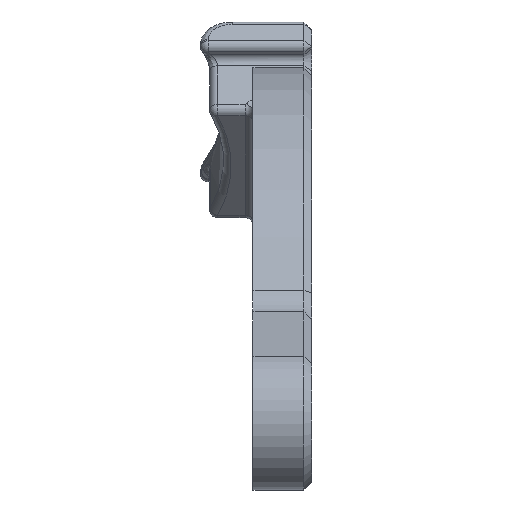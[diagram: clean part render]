
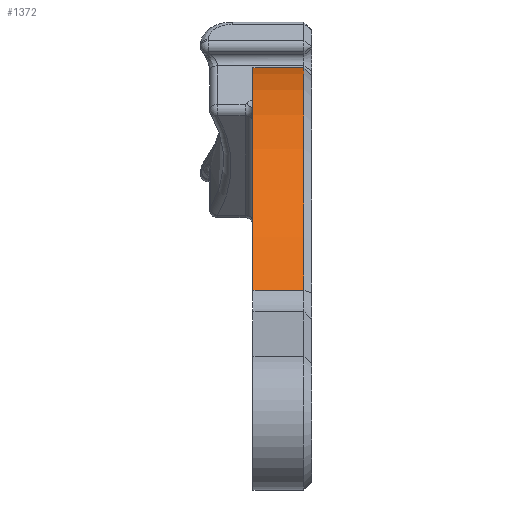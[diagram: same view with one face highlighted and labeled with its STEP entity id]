
A CAD part, front view. The second image highlights one B-rep face of the part: STEP entity #1372.
In plain terms, the highlighted cylindrical face has radius 18 mm (diameter 36 mm), a partial arc.
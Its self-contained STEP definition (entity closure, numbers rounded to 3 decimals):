
#45=CYLINDRICAL_SURFACE('',#1501,18.);
#76=CIRCLE('',#1453,18.);
#102=CIRCLE('',#1502,18.);
#206=FACE_OUTER_BOUND('',#295,.T.);
#295=EDGE_LOOP('',(#1005,#1006,#1007,#1008));
#410=LINE('',#2226,#518);
#411=LINE('',#2229,#519);
#518=VECTOR('',#1777,10.);
#519=VECTOR('',#1780,10.);
#589=VERTEX_POINT('',#2103);
#590=VERTEX_POINT('',#2105);
#626=VERTEX_POINT('',#2225);
#627=VERTEX_POINT('',#2227);
#711=EDGE_CURVE('',#589,#590,#76,.T.);
#772=EDGE_CURVE('',#626,#589,#410,.T.);
#773=EDGE_CURVE('',#626,#627,#102,.T.);
#774=EDGE_CURVE('',#627,#590,#411,.T.);
#1005=ORIENTED_EDGE('',*,*,#711,.F.);
#1006=ORIENTED_EDGE('',*,*,#772,.F.);
#1007=ORIENTED_EDGE('',*,*,#773,.T.);
#1008=ORIENTED_EDGE('',*,*,#774,.T.);
#1372=ADVANCED_FACE('',(#206),#45,.T.);
#1453=AXIS2_PLACEMENT_3D('',#2106,#1644,#1645);
#1501=AXIS2_PLACEMENT_3D('',#2224,#1775,#1776);
#1502=AXIS2_PLACEMENT_3D('',#2228,#1778,#1779);
#1644=DIRECTION('center_axis',(1.,0.,0.));
#1645=DIRECTION('ref_axis',(0.,-1.,0.));
#1775=DIRECTION('center_axis',(1.,0.,0.));
#1776=DIRECTION('ref_axis',(0.,-1.,0.));
#1777=DIRECTION('',(1.,0.,0.));
#1778=DIRECTION('center_axis',(1.,0.,0.));
#1779=DIRECTION('ref_axis',(0.,-1.,0.));
#1780=DIRECTION('',(1.,0.,0.));
#2103=CARTESIAN_POINT('',(53.669,0.368,117.908));
#2105=CARTESIAN_POINT('',(53.669,-24.682,108.597));
#2106=CARTESIAN_POINT('Origin',(53.669,-7.956,101.948));
#2224=CARTESIAN_POINT('Origin',(51.069,-7.956,101.948));
#2225=CARTESIAN_POINT('',(51.069,0.368,117.908));
#2226=CARTESIAN_POINT('',(51.069,0.368,117.908));
#2227=CARTESIAN_POINT('',(51.069,-24.682,108.597));
#2228=CARTESIAN_POINT('Origin',(51.069,-7.956,101.948));
#2229=CARTESIAN_POINT('',(51.069,-24.682,108.597));
